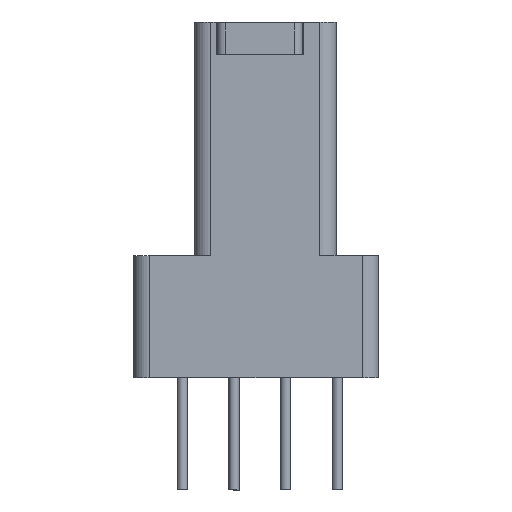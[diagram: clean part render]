
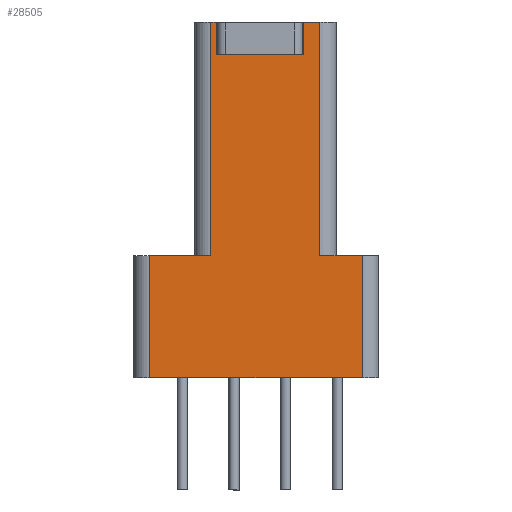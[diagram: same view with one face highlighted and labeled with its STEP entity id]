
A CAD part, left-side view. The second image highlights one B-rep face of the part: STEP entity #28505.
In plain terms, the highlighted planar face has unit normal (-1, 0, 0).
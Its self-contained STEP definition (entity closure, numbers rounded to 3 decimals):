
#489 = CARTESIAN_POINT ( 'NONE',  ( -5.765, 1.34, 0. ) ) ;
#1281 = CARTESIAN_POINT ( 'NONE',  ( -5.765, 1.34, 5.74 ) ) ;
#1667 = EDGE_CURVE ( 'NONE', #30250, #27446, #3360, .T. ) ;
#1820 = LINE ( 'NONE', #4590, #34956 ) ;
#2070 = LINE ( 'NONE', #15033, #39651 ) ;
#2081 = VECTOR ( 'NONE', #5851, 1000. ) ;
#2103 = EDGE_CURVE ( 'NONE', #9868, #21225, #36003, .T. ) ;
#2432 = LINE ( 'NONE', #15390, #40435 ) ;
#2528 = DIRECTION ( 'NONE',  ( 0., 1., 0. ) ) ;
#3360 = LINE ( 'NONE', #16331, #17529 ) ;
#4458 = CARTESIAN_POINT ( 'NONE',  ( -5.765, 1.74, 5.74 ) ) ;
#4590 = CARTESIAN_POINT ( 'NONE',  ( -5.765, 2.84, -3. ) ) ;
#4669 = VECTOR ( 'NONE', #35785, 1000. ) ;
#4762 = EDGE_CURVE ( 'NONE', #27046, #22318, #2070, .T. ) ;
#4843 = VERTEX_POINT ( 'NONE', #39660 ) ;
#4940 = ORIENTED_EDGE ( 'NONE', *, *, #25380, .T. ) ;
#5561 = CARTESIAN_POINT ( 'NONE',  ( -5.765, -2.38, -3. ) ) ;
#5850 = EDGE_CURVE ( 'NONE', #27046, #18653, #1820, .T. ) ;
#5851 = DIRECTION ( 'NONE',  ( 0., 0., -1. ) ) ;
#6164 = CARTESIAN_POINT ( 'NONE',  ( -5.765, 1.21, 4.94 ) ) ;
#6247 = CARTESIAN_POINT ( 'NONE',  ( -5.765, -1.34, 5.74 ) ) ;
#6731 = ORIENTED_EDGE ( 'NONE', *, *, #4762, .T. ) ;
#7297 = ORIENTED_EDGE ( 'NONE', *, *, #21216, .F. ) ;
#7323 = EDGE_CURVE ( 'NONE', #31005, #21225, #8461, .T. ) ;
#8461 = LINE ( 'NONE', #4458, #21971 ) ;
#8522 = ORIENTED_EDGE ( 'NONE', *, *, #34472, .T. ) ;
#8627 = CARTESIAN_POINT ( 'NONE',  ( -5.765, -1.34, 0. ) ) ;
#9199 = DIRECTION ( 'NONE',  ( 0., -1., 0. ) ) ;
#9263 = EDGE_CURVE ( 'NONE', #28411, #4843, #22389, .T. ) ;
#9868 = VERTEX_POINT ( 'NONE', #8627 ) ;
#10984 = ORIENTED_EDGE ( 'NONE', *, *, #15197, .T. ) ;
#11185 = CARTESIAN_POINT ( 'NONE',  ( -5.765, 2.84, 0. ) ) ;
#11345 = EDGE_LOOP ( 'NONE', ( #23348, #8522, #19807, #10984, #4940, #7297, #26059, #6731, #37467, #37709, #19640, #24963 ) ) ;
#12083 = DIRECTION ( 'NONE',  ( 1., 0., 0. ) ) ;
#12318 = EDGE_CURVE ( 'NONE', #27446, #31005, #2432, .T. ) ;
#15033 = CARTESIAN_POINT ( 'NONE',  ( -5.765, -2.38, -3. ) ) ;
#15197 = EDGE_CURVE ( 'NONE', #28411, #26830, #21395, .T. ) ;
#15390 = CARTESIAN_POINT ( 'NONE',  ( -5.765, -0.93, 4.94 ) ) ;
#15494 = PLANE ( 'NONE',  #23519 ) ;
#15643 = DIRECTION ( 'NONE',  ( 0., -1., 0. ) ) ;
#16331 = CARTESIAN_POINT ( 'NONE',  ( -5.765, 1.21, 4.94 ) ) ;
#17529 = VECTOR ( 'NONE', #35885, 1000. ) ;
#17786 = DIRECTION ( 'NONE',  ( 0., 1., 0. ) ) ;
#17983 = CARTESIAN_POINT ( 'NONE',  ( -5.765, -0.93, 5.74 ) ) ;
#18600 = VECTOR ( 'NONE', #9199, 1000. ) ;
#18653 = VERTEX_POINT ( 'NONE', #29659 ) ;
#19640 = ORIENTED_EDGE ( 'NONE', *, *, #7323, .F. ) ;
#19807 = ORIENTED_EDGE ( 'NONE', *, *, #9263, .F. ) ;
#20362 = VECTOR ( 'NONE', #39921, 1000. ) ;
#21216 = EDGE_CURVE ( 'NONE', #18653, #24612, #32622, .T. ) ;
#21225 = VERTEX_POINT ( 'NONE', #39186 ) ;
#21395 = LINE ( 'NONE', #34786, #2081 ) ;
#21831 = DIRECTION ( 'NONE',  ( 0., 0., 1. ) ) ;
#21971 = VECTOR ( 'NONE', #15643, 1000. ) ;
#22318 = VERTEX_POINT ( 'NONE', #40844 ) ;
#22389 = LINE ( 'NONE', #41129, #18600 ) ;
#23348 = ORIENTED_EDGE ( 'NONE', *, *, #1667, .F. ) ;
#23519 = AXIS2_PLACEMENT_3D ( 'NONE', #37838, #12083, #2528 ) ;
#23538 = LINE ( 'NONE', #33563, #20362 ) ;
#24612 = VERTEX_POINT ( 'NONE', #41629 ) ;
#24963 = ORIENTED_EDGE ( 'NONE', *, *, #12318, .F. ) ;
#25056 = CARTESIAN_POINT ( 'NONE',  ( -5.765, -0.93, 4.94 ) ) ;
#25380 = EDGE_CURVE ( 'NONE', #26830, #24612, #28162, .T. ) ;
#26059 = ORIENTED_EDGE ( 'NONE', *, *, #5850, .F. ) ;
#26211 = CARTESIAN_POINT ( 'NONE',  ( -5.765, 2.84, -3. ) ) ;
#26830 = VERTEX_POINT ( 'NONE', #489 ) ;
#27046 = VERTEX_POINT ( 'NONE', #5561 ) ;
#27079 = VECTOR ( 'NONE', #29820, 1000. ) ;
#27446 = VERTEX_POINT ( 'NONE', #25056 ) ;
#28162 = LINE ( 'NONE', #30038, #27079 ) ;
#28378 = DIRECTION ( 'NONE',  ( 0., 0., 1. ) ) ;
#28411 = VERTEX_POINT ( 'NONE', #1281 ) ;
#28505 = ADVANCED_FACE ( 'NONE', ( #34239 ), #15494, .F. ) ;
#29421 = DIRECTION ( 'NONE',  ( 0., 0., 1. ) ) ;
#29659 = CARTESIAN_POINT ( 'NONE',  ( -5.765, 2.84, -3. ) ) ;
#29820 = DIRECTION ( 'NONE',  ( 0., 1., 0. ) ) ;
#30038 = CARTESIAN_POINT ( 'NONE',  ( -5.765, 2.84, 0. ) ) ;
#30250 = VERTEX_POINT ( 'NONE', #6164 ) ;
#30452 = VECTOR ( 'NONE', #17786, 1000. ) ;
#31005 = VERTEX_POINT ( 'NONE', #17983 ) ;
#32031 = EDGE_CURVE ( 'NONE', #22318, #9868, #36940, .T. ) ;
#32622 = LINE ( 'NONE', #26211, #37854 ) ;
#33563 = CARTESIAN_POINT ( 'NONE',  ( -5.765, 1.21, 4.94 ) ) ;
#34239 = FACE_OUTER_BOUND ( 'NONE', #11345, .T. ) ;
#34472 = EDGE_CURVE ( 'NONE', #30250, #4843, #23538, .T. ) ;
#34786 = CARTESIAN_POINT ( 'NONE',  ( -5.765, 1.34, 5.74 ) ) ;
#34956 = VECTOR ( 'NONE', #40101, 1000. ) ;
#35785 = DIRECTION ( 'NONE',  ( 0., 0., 1. ) ) ;
#35885 = DIRECTION ( 'NONE',  ( 0., -1., 0. ) ) ;
#36003 = LINE ( 'NONE', #6247, #4669 ) ;
#36940 = LINE ( 'NONE', #11185, #30452 ) ;
#37467 = ORIENTED_EDGE ( 'NONE', *, *, #32031, .T. ) ;
#37709 = ORIENTED_EDGE ( 'NONE', *, *, #2103, .T. ) ;
#37838 = CARTESIAN_POINT ( 'NONE',  ( -5.765, 1.74, 5.74 ) ) ;
#37854 = VECTOR ( 'NONE', #29421, 1000. ) ;
#39186 = CARTESIAN_POINT ( 'NONE',  ( -5.765, -1.34, 5.74 ) ) ;
#39651 = VECTOR ( 'NONE', #21831, 1000. ) ;
#39660 = CARTESIAN_POINT ( 'NONE',  ( -5.765, 1.21, 5.74 ) ) ;
#39921 = DIRECTION ( 'NONE',  ( 0., 0., 1. ) ) ;
#40101 = DIRECTION ( 'NONE',  ( 0., 1., 0. ) ) ;
#40435 = VECTOR ( 'NONE', #28378, 1000. ) ;
#40844 = CARTESIAN_POINT ( 'NONE',  ( -5.765, -2.38, 0. ) ) ;
#41129 = CARTESIAN_POINT ( 'NONE',  ( -5.765, 1.74, 5.74 ) ) ;
#41629 = CARTESIAN_POINT ( 'NONE',  ( -5.765, 2.84, 0. ) ) ;
